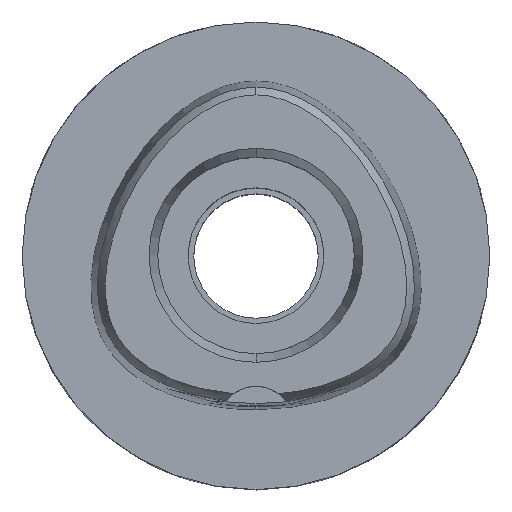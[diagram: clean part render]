
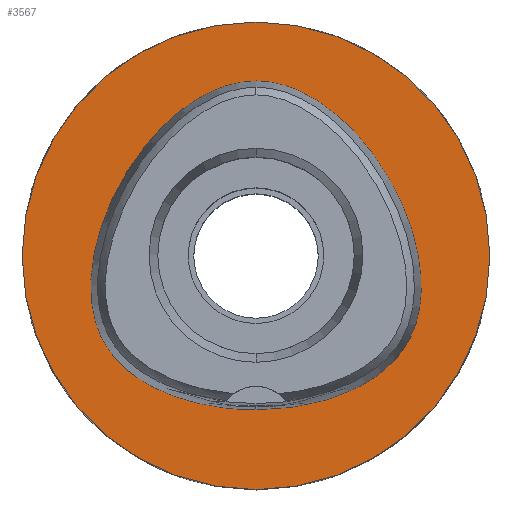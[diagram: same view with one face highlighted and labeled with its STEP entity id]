
A CAD part, top view. The second image highlights one B-rep face of the part: STEP entity #3567.
In plain terms, the highlighted planar face has unit normal (0, 0, 1).
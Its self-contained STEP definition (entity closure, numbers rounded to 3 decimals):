
#91 = CARTESIAN_POINT ( 'NONE',  ( 16.669, -8.446, 0. ) ) ;
#102 = CARTESIAN_POINT ( 'NONE',  ( 0., 0., 0. ) ) ;
#108 = CARTESIAN_POINT ( 'NONE',  ( 4.729, 17.735, 0. ) ) ;
#115 = CARTESIAN_POINT ( 'NONE',  ( 0., -16.455, 0. ) ) ;
#133 = ORIENTED_EDGE ( 'NONE', *, *, #1523, .F. ) ;
#134 = CARTESIAN_POINT ( 'NONE',  ( 2.041, 18.55, 0. ) ) ;
#337 = CARTESIAN_POINT ( 'NONE',  ( -17.498, -0.229, 0. ) ) ;
#481 = CARTESIAN_POINT ( 'NONE',  ( 17.498, -0.229, 0. ) ) ;
#530 = CARTESIAN_POINT ( 'NONE',  ( 14.38, 8.302, 0. ) ) ;
#555 = CARTESIAN_POINT ( 'NONE',  ( 8.947, -15.039, 0. ) ) ;
#576 = CARTESIAN_POINT ( 'NONE',  ( 16.206, -9.357, 0. ) ) ;
#703 = CIRCLE ( 'NONE', #1500, 25. ) ;
#716 = CARTESIAN_POINT ( 'NONE',  ( -11.687, -13.704, 0. ) ) ;
#766 = EDGE_LOOP ( 'NONE', ( #3528, #133 ) ) ;
#780 = CIRCLE ( 'NONE', #4627, 25. ) ;
#876 = CARTESIAN_POINT ( 'NONE',  ( 17.564, -5.456, 0. ) ) ;
#887 = DIRECTION ( 'NONE',  ( 0., 0., -1. ) ) ;
#988 = CARTESIAN_POINT ( 'NONE',  ( 0., 0., 0. ) ) ;
#1025 = EDGE_CURVE ( 'NONE', #1776, #3373, #1843, .T. ) ;
#1039 = CARTESIAN_POINT ( 'NONE',  ( -4.729, 17.735, 0. ) ) ;
#1092 = CARTESIAN_POINT ( 'NONE',  ( -17.711, -3.269, 0. ) ) ;
#1226 = CARTESIAN_POINT ( 'NONE',  ( 17.711, -3.269, 0. ) ) ;
#1340 = CARTESIAN_POINT ( 'NONE',  ( 0., 25., 0. ) ) ;
#1437 = CARTESIAN_POINT ( 'NONE',  ( -14.38, 8.302, 0. ) ) ;
#1450 = PLANE ( 'NONE',  #1893 ) ;
#1461 = CARTESIAN_POINT ( 'NONE',  ( -17.564, -5.456, 0. ) ) ;
#1500 = AXIS2_PLACEMENT_3D ( 'NONE', #102, #887, #2388 ) ;
#1522 = VERTEX_POINT ( 'NONE', #4693 ) ;
#1523 = EDGE_CURVE ( 'NONE', #3373, #1776, #4709, .T. ) ;
#1598 = CARTESIAN_POINT ( 'NONE',  ( 17.165, -7.166, 0. ) ) ;
#1776 = VERTEX_POINT ( 'NONE', #2838 ) ;
#1843 = B_SPLINE_CURVE_WITH_KNOTS ( 'NONE', 3,
 ( #4380, #2145, #4406, #1039, #3667, #3297, #1437, #3718, #337, #1092, #1461, #1851, #4451, #2945, #2582, #4093, #3342, #716, #2221, #2726, #3166, #115 ),
 .UNSPECIFIED., .F., .F.,
 ( 4, 1, 1, 1, 1, 1, 1, 1, 1, 1, 1, 1, 1, 1, 1, 1, 1, 1, 1, 4 ),
 ( 0., 0.042, 0.083, 0.167, 0.25, 0.333, 0.417, 0.5, 0.542, 0.583, 0.625, 0.646, 0.667, 0.688, 0.708, 0.75, 0.792, 0.833, 0.917, 1. ),
 .UNSPECIFIED. ) ;
#1851 = CARTESIAN_POINT ( 'NONE',  ( -17.165, -7.166, 0. ) ) ;
#1893 = AXIS2_PLACEMENT_3D ( 'NONE', #988, #4440, #2318 ) ;
#2145 = CARTESIAN_POINT ( 'NONE',  ( -0.68, 18.695, 0. ) ) ;
#2158 = CARTESIAN_POINT ( 'NONE',  ( 0., -16.455, 0. ) ) ;
#2221 = CARTESIAN_POINT ( 'NONE',  ( -8.947, -15.039, 0. ) ) ;
#2318 = DIRECTION ( 'NONE',  ( 0., -1., 0. ) ) ;
#2376 = CARTESIAN_POINT ( 'NONE',  ( 0., 18.695, 0. ) ) ;
#2388 = DIRECTION ( 'NONE',  ( 0., -1., 0. ) ) ;
#2390 = EDGE_CURVE ( 'NONE', #3294, #1522, #780, .T. ) ;
#2426 = CARTESIAN_POINT ( 'NONE',  ( 1.684, -16.455, 0. ) ) ;
#2582 = CARTESIAN_POINT ( 'NONE',  ( -15.649, -10.213, 0. ) ) ;
#2726 = CARTESIAN_POINT ( 'NONE',  ( -5.051, -16.156, 0. ) ) ;
#2744 = CARTESIAN_POINT ( 'NONE',  ( 11.687, -13.704, 0. ) ) ;
#2747 = DIRECTION ( 'NONE',  ( 0., 0., -1. ) ) ;
#2762 = CARTESIAN_POINT ( 'NONE',  ( 0., -16.455, 0. ) ) ;
#2820 = DIRECTION ( 'NONE',  ( 0., 1., 0. ) ) ;
#2838 = CARTESIAN_POINT ( 'NONE',  ( 0., 18.695, 0. ) ) ;
#2922 = EDGE_LOOP ( 'NONE', ( #4411, #3650 ) ) ;
#2945 = CARTESIAN_POINT ( 'NONE',  ( -16.206, -9.357, 0. ) ) ;
#3087 = CARTESIAN_POINT ( 'NONE',  ( 0.68, 18.695, 0. ) ) ;
#3166 = CARTESIAN_POINT ( 'NONE',  ( -1.684, -16.455, 0. ) ) ;
#3181 = EDGE_CURVE ( 'NONE', #1522, #3294, #703, .T. ) ;
#3190 = CARTESIAN_POINT ( 'NONE',  ( 0., 0., 0. ) ) ;
#3294 = VERTEX_POINT ( 'NONE', #1340 ) ;
#3297 = CARTESIAN_POINT ( 'NONE',  ( -11.466, 12.452, 0. ) ) ;
#3342 = CARTESIAN_POINT ( 'NONE',  ( -13.507, -12.483, 0. ) ) ;
#3373 = VERTEX_POINT ( 'NONE', #2158 ) ;
#3528 = ORIENTED_EDGE ( 'NONE', *, *, #1025, .F. ) ;
#3556 = CARTESIAN_POINT ( 'NONE',  ( 14.788, -11.282, 0. ) ) ;
#3567 = ADVANCED_FACE ( 'NONE', ( #4819, #4369 ), #1450, .F. ) ;
#3650 = ORIENTED_EDGE ( 'NONE', *, *, #3181, .F. ) ;
#3667 = CARTESIAN_POINT ( 'NONE',  ( -7.968, 15.831, 0. ) ) ;
#3718 = CARTESIAN_POINT ( 'NONE',  ( -16.517, 3.703, 0. ) ) ;
#3864 = CARTESIAN_POINT ( 'NONE',  ( 15.649, -10.213, 0. ) ) ;
#3882 = CARTESIAN_POINT ( 'NONE',  ( 7.968, 15.831, 0. ) ) ;
#3911 = CARTESIAN_POINT ( 'NONE',  ( 16.517, 3.703, 0. ) ) ;
#4093 = CARTESIAN_POINT ( 'NONE',  ( -14.788, -11.282, 0. ) ) ;
#4274 = CARTESIAN_POINT ( 'NONE',  ( 11.466, 12.452, 0. ) ) ;
#4369 = FACE_BOUND ( 'NONE', #766, .T. ) ;
#4380 = CARTESIAN_POINT ( 'NONE',  ( 0., 18.695, 0. ) ) ;
#4406 = CARTESIAN_POINT ( 'NONE',  ( -2.041, 18.55, 0. ) ) ;
#4411 = ORIENTED_EDGE ( 'NONE', *, *, #2390, .F. ) ;
#4440 = DIRECTION ( 'NONE',  ( 0., 0., -1. ) ) ;
#4451 = CARTESIAN_POINT ( 'NONE',  ( -16.669, -8.446, 0. ) ) ;
#4597 = CARTESIAN_POINT ( 'NONE',  ( 13.507, -12.483, 0. ) ) ;
#4627 = AXIS2_PLACEMENT_3D ( 'NONE', #3190, #2747, #2820 ) ;
#4668 = CARTESIAN_POINT ( 'NONE',  ( 5.051, -16.156, 0. ) ) ;
#4693 = CARTESIAN_POINT ( 'NONE',  ( 0., -25., 0. ) ) ;
#4709 = B_SPLINE_CURVE_WITH_KNOTS ( 'NONE', 3,
 ( #2762, #2426, #4668, #555, #2744, #4597, #3556, #3864, #576, #91, #1598, #876, #1226, #481, #3911, #530, #4274, #3882, #108, #134, #3087, #2376 ),
 .UNSPECIFIED., .F., .F.,
 ( 4, 1, 1, 1, 1, 1, 1, 1, 1, 1, 1, 1, 1, 1, 1, 1, 1, 1, 1, 4 ),
 ( 0., 0.083, 0.167, 0.208, 0.25, 0.292, 0.312, 0.333, 0.354, 0.375, 0.417, 0.458, 0.5, 0.583, 0.667, 0.75, 0.833, 0.917, 0.958, 1. ),
 .UNSPECIFIED. ) ;
#4819 = FACE_OUTER_BOUND ( 'NONE', #2922, .T. ) ;
